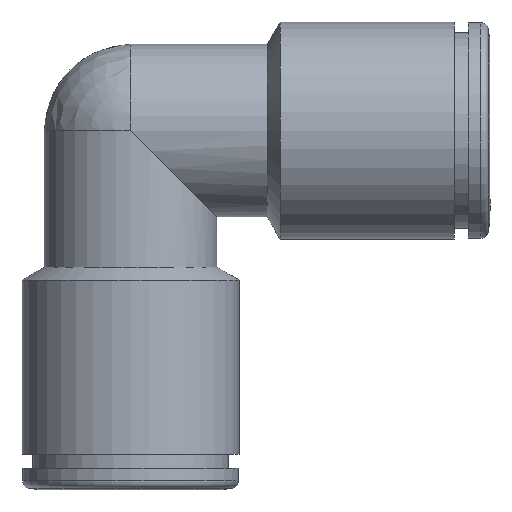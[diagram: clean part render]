
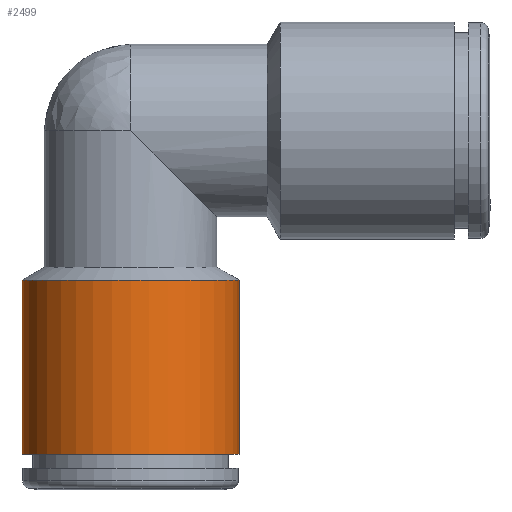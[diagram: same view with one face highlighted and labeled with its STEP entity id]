
A CAD part, front view. The second image highlights one B-rep face of the part: STEP entity #2499.
In plain terms, the highlighted cylindrical face has radius 7.55 mm (diameter 15.1 mm), a full revolution.
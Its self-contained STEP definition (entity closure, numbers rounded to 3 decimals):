
#815=ORIENTED_EDGE('',*,*,#1059,.F.);
#816=ORIENTED_EDGE('',*,*,#1060,.T.);
#939=CIRCLE('',#2354,7.55);
#940=CIRCLE('',#2356,7.55);
#999=VERTEX_POINT('',#1751);
#1000=VERTEX_POINT('',#1754);
#1059=EDGE_CURVE('',#999,#999,#939,.T.);
#1060=EDGE_CURVE('',#1000,#1000,#940,.T.);
#1135=EDGE_LOOP('',(#815));
#1136=EDGE_LOOP('',(#816));
#1246=FACE_BOUND('',#1135,.T.);
#1247=FACE_BOUND('',#1136,.T.);
#1383=DIRECTION('',(0.,-1.,0.));
#1384=DIRECTION('',(7.55,0.,0.));
#1385=DIRECTION('',(0.,1.,0.));
#1386=DIRECTION('',(1.,0.,0.));
#1387=DIRECTION('',(0.,-1.,0.));
#1388=DIRECTION('',(7.55,0.,0.));
#1751=CARTESIAN_POINT('',(33.8,19.46,0.));
#1752=CARTESIAN_POINT('',(26.25,19.46,0.));
#1753=CARTESIAN_POINT('',(26.25,19.46,0.));
#1754=CARTESIAN_POINT('',(33.8,31.565,0.));
#1755=CARTESIAN_POINT('',(26.25,31.565,0.));
#2354=AXIS2_PLACEMENT_3D('',#1752,#1383,#1384);
#2355=AXIS2_PLACEMENT_3D('',#1753,#1385,#1386);
#2356=AXIS2_PLACEMENT_3D('',#1755,#1387,#1388);
#2467=CYLINDRICAL_SURFACE('',#2355,7.55);
#2499=ADVANCED_FACE('',(#1246,#1247),#2467,.T.);
